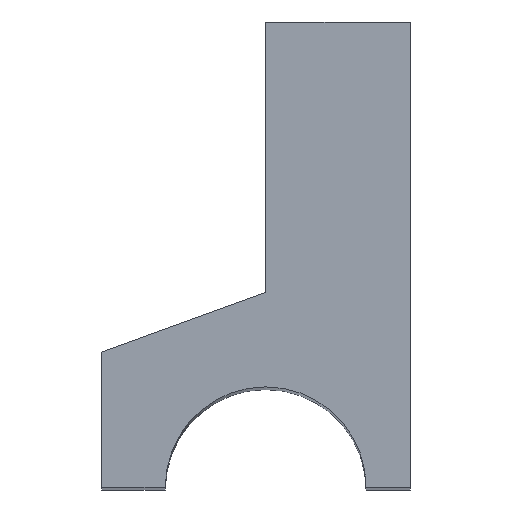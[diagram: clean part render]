
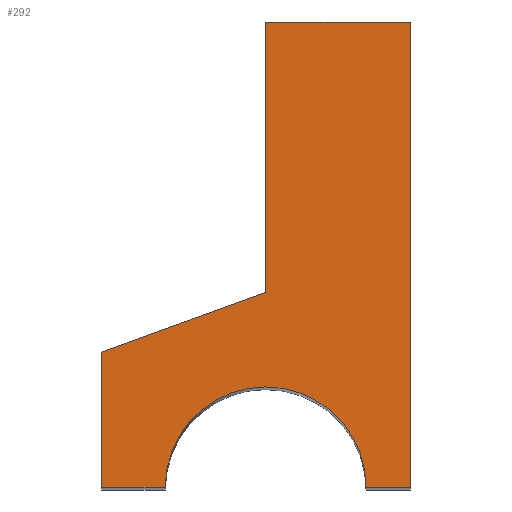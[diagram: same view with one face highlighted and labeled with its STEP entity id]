
A CAD part, top view. The second image highlights one B-rep face of the part: STEP entity #292.
In plain terms, the highlighted planar face has unit normal (0, 0, 1).
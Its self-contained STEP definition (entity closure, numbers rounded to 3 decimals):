
#20 = VECTOR ( 'NONE', #370, 1000. ) ;
#29 = CARTESIAN_POINT ( 'NONE',  ( 0., 12.047, 40. ) ) ;
#31 = VERTEX_POINT ( 'NONE', #296 ) ;
#44 = ORIENTED_EDGE ( 'NONE', *, *, #356, .T. ) ;
#45 = DIRECTION ( 'NONE',  ( 1., 0., 0. ) ) ;
#50 = VECTOR ( 'NONE', #248, 1000. ) ;
#63 = DIRECTION ( 'NONE',  ( -1., 0., 0. ) ) ;
#66 = DIRECTION ( 'NONE',  ( 0., -1., 0. ) ) ;
#76 = CARTESIAN_POINT ( 'NONE',  ( 3.75, 12.047, 40. ) ) ;
#82 = ORIENTED_EDGE ( 'NONE', *, *, #395, .T. ) ;
#83 = VERTEX_POINT ( 'NONE', #481 ) ;
#86 = CARTESIAN_POINT ( 'NONE',  ( 0., 12.047, 40. ) ) ;
#88 = DIRECTION ( 'NONE',  ( 0., 0., -1. ) ) ;
#90 = CARTESIAN_POINT ( 'NONE',  ( 0., 0., 40. ) ) ;
#110 = VECTOR ( 'NONE', #214, 1000. ) ;
#120 = ORIENTED_EDGE ( 'NONE', *, *, #410, .T. ) ;
#122 = EDGE_CURVE ( 'NONE', #31, #244, #180, .T. ) ;
#126 = FACE_OUTER_BOUND ( 'NONE', #254, .T. ) ;
#137 = LINE ( 'NONE', #29, #290 ) ;
#141 = CIRCLE ( 'NONE', #181, 2.6 ) ;
#152 = VERTEX_POINT ( 'NONE', #273 ) ;
#155 = ORIENTED_EDGE ( 'NONE', *, *, #373, .T. ) ;
#160 = EDGE_CURVE ( 'NONE', #397, #152, #141, .T. ) ;
#164 = CARTESIAN_POINT ( 'NONE',  ( -4.25, 3.5, 40. ) ) ;
#167 = CARTESIAN_POINT ( 'NONE',  ( -4.25, 0., 40. ) ) ;
#175 = ORIENTED_EDGE ( 'NONE', *, *, #122, .T. ) ;
#180 = LINE ( 'NONE', #76, #20 ) ;
#181 = AXIS2_PLACEMENT_3D ( 'NONE', #465, #88, #45 ) ;
#185 = ORIENTED_EDGE ( 'NONE', *, *, #474, .T. ) ;
#192 = EDGE_CURVE ( 'NONE', #83, #216, #269, .T. ) ;
#193 = ORIENTED_EDGE ( 'NONE', *, *, #192, .T. ) ;
#205 = LINE ( 'NONE', #321, #50 ) ;
#214 = DIRECTION ( 'NONE',  ( 0., -1., 0. ) ) ;
#216 = VERTEX_POINT ( 'NONE', #469 ) ;
#243 = CARTESIAN_POINT ( 'NONE',  ( 0., 5.047, 40. ) ) ;
#244 = VERTEX_POINT ( 'NONE', #462 ) ;
#248 = DIRECTION ( 'NONE',  ( 1., 0., 0. ) ) ;
#254 = EDGE_LOOP ( 'NONE', ( #394, #185, #175, #155, #82, #193, #120, #44 ) ) ;
#256 = VERTEX_POINT ( 'NONE', #86 ) ;
#260 = VECTOR ( 'NONE', #66, 1000. ) ;
#269 = LINE ( 'NONE', #164, #443 ) ;
#272 = CARTESIAN_POINT ( 'NONE',  ( 3.75, 0., 40. ) ) ;
#273 = CARTESIAN_POINT ( 'NONE',  ( 2.6, 0., 40. ) ) ;
#290 = VECTOR ( 'NONE', #63, 1000. ) ;
#292 = ADVANCED_FACE ( 'NONE', ( #126 ), #306, .T. ) ;
#296 = CARTESIAN_POINT ( 'NONE',  ( 3.75, 0., 40. ) ) ;
#306 = PLANE ( 'NONE',  #337 ) ;
#321 = CARTESIAN_POINT ( 'NONE',  ( -2.6, 0., 40. ) ) ;
#323 = VERTEX_POINT ( 'NONE', #167 ) ;
#337 = AXIS2_PLACEMENT_3D ( 'NONE', #90, #460, #430 ) ;
#342 = LINE ( 'NONE', #272, #434 ) ;
#356 = EDGE_CURVE ( 'NONE', #323, #397, #205, .T. ) ;
#370 = DIRECTION ( 'NONE',  ( 0., 1., 0. ) ) ;
#373 = EDGE_CURVE ( 'NONE', #244, #256, #137, .T. ) ;
#383 = DIRECTION ( 'NONE',  ( -0.94, -0.342, 0. ) ) ;
#394 = ORIENTED_EDGE ( 'NONE', *, *, #160, .T. ) ;
#395 = EDGE_CURVE ( 'NONE', #256, #83, #435, .T. ) ;
#396 = CARTESIAN_POINT ( 'NONE',  ( -4.25, 0., 40. ) ) ;
#397 = VERTEX_POINT ( 'NONE', #441 ) ;
#410 = EDGE_CURVE ( 'NONE', #216, #323, #439, .T. ) ;
#425 = DIRECTION ( 'NONE',  ( 1., 0., 0. ) ) ;
#430 = DIRECTION ( 'NONE',  ( 1., 0., 0. ) ) ;
#434 = VECTOR ( 'NONE', #425, 1000. ) ;
#435 = LINE ( 'NONE', #243, #260 ) ;
#439 = LINE ( 'NONE', #396, #110 ) ;
#441 = CARTESIAN_POINT ( 'NONE',  ( -2.6, 0., 40. ) ) ;
#443 = VECTOR ( 'NONE', #383, 1000. ) ;
#460 = DIRECTION ( 'NONE',  ( 0., 0., 1. ) ) ;
#462 = CARTESIAN_POINT ( 'NONE',  ( 3.75, 12.047, 40. ) ) ;
#465 = CARTESIAN_POINT ( 'NONE',  ( 0., 0., 40. ) ) ;
#469 = CARTESIAN_POINT ( 'NONE',  ( -4.25, 3.5, 40. ) ) ;
#474 = EDGE_CURVE ( 'NONE', #152, #31, #342, .T. ) ;
#481 = CARTESIAN_POINT ( 'NONE',  ( 0., 5.047, 40. ) ) ;
